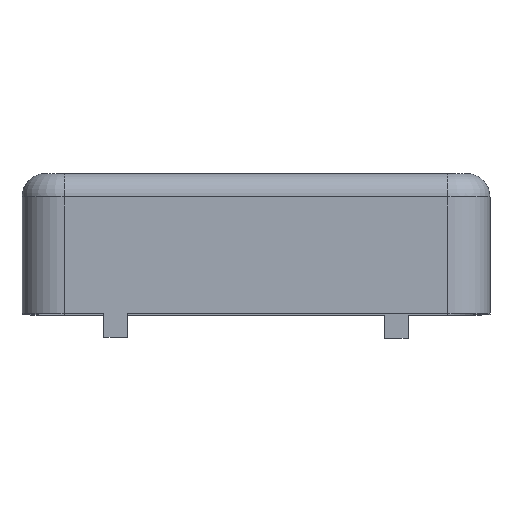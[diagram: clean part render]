
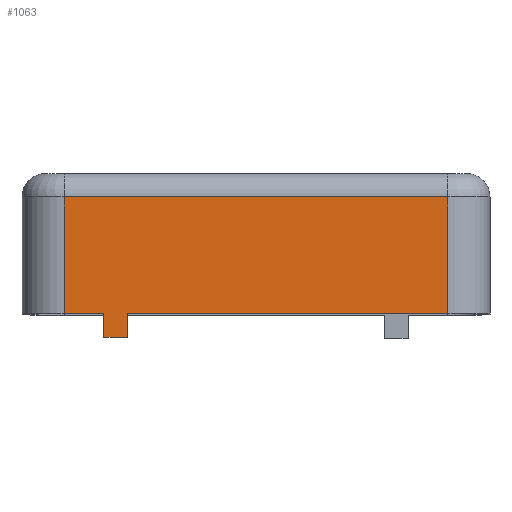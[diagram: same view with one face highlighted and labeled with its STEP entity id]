
A CAD part, top view. The second image highlights one B-rep face of the part: STEP entity #1063.
In plain terms, the highlighted planar face has unit normal (0, 0, 1).
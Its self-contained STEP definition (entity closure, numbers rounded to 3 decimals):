
#3 = CARTESIAN_POINT ( 'NONE',  ( -8.2, 0., 13.5 ) ) ;
#37 = VECTOR ( 'NONE', #1938, 1000. ) ;
#87 = CARTESIAN_POINT ( 'NONE',  ( -6.5, -7., 13.5 ) ) ;
#186 = VERTEX_POINT ( 'NONE', #297 ) ;
#250 = ORIENTED_EDGE ( 'NONE', *, *, #408, .F. ) ;
#295 = VERTEX_POINT ( 'NONE', #87 ) ;
#297 = CARTESIAN_POINT ( 'NONE',  ( -8.2, -1., 13.5 ) ) ;
#346 = EDGE_CURVE ( 'NONE', #1315, #295, #1405, .T. ) ;
#371 = CARTESIAN_POINT ( 'NONE',  ( -8.2, -6., 13.5 ) ) ;
#408 = EDGE_CURVE ( 'NONE', #186, #729, #825, .T. ) ;
#479 = LINE ( 'NONE', #797, #716 ) ;
#523 = CARTESIAN_POINT ( 'NONE',  ( -5.5, -7., 13.5 ) ) ;
#533 = CARTESIAN_POINT ( 'NONE',  ( -6.5, -7., 13.5 ) ) ;
#549 = CARTESIAN_POINT ( 'NONE',  ( 8.2, -6., 13.5 ) ) ;
#556 = CARTESIAN_POINT ( 'NONE',  ( -8.2, -1., 13.5 ) ) ;
#592 = EDGE_CURVE ( 'NONE', #186, #1858, #1528, .T. ) ;
#642 = EDGE_CURVE ( 'NONE', #1315, #771, #479, .T. ) ;
#716 = VECTOR ( 'NONE', #1247, 1000. ) ;
#729 = VERTEX_POINT ( 'NONE', #1473 ) ;
#755 = VECTOR ( 'NONE', #2716, 1000. ) ;
#771 = VERTEX_POINT ( 'NONE', #2313 ) ;
#779 = CARTESIAN_POINT ( 'NONE',  ( -6.5, -7., 13.5 ) ) ;
#797 = CARTESIAN_POINT ( 'NONE',  ( -5.5, -7., 13.5 ) ) ;
#799 = DIRECTION ( 'NONE',  ( 1., 0., 0. ) ) ;
#822 = VECTOR ( 'NONE', #1701, 1000. ) ;
#825 = LINE ( 'NONE', #556, #2386 ) ;
#921 = LINE ( 'NONE', #533, #1231 ) ;
#930 = ORIENTED_EDGE ( 'NONE', *, *, #2468, .T. ) ;
#969 = ORIENTED_EDGE ( 'NONE', *, *, #1717, .F. ) ;
#1063 = ADVANCED_FACE ( 'NONE', ( #2472 ), #1299, .T. ) ;
#1078 = EDGE_CURVE ( 'NONE', #771, #1605, #1732, .T. ) ;
#1083 = AXIS2_PLACEMENT_3D ( 'NONE', #3, #2601, #1516 ) ;
#1097 = DIRECTION ( 'NONE',  ( 1., 0., 0. ) ) ;
#1231 = VECTOR ( 'NONE', #1631, 1000. ) ;
#1247 = DIRECTION ( 'NONE',  ( 0., 1., 0. ) ) ;
#1249 = ORIENTED_EDGE ( 'NONE', *, *, #642, .T. ) ;
#1299 = PLANE ( 'NONE',  #1083 ) ;
#1315 = VERTEX_POINT ( 'NONE', #523 ) ;
#1328 = VECTOR ( 'NONE', #2594, 1000. ) ;
#1405 = LINE ( 'NONE', #779, #755 ) ;
#1415 = ORIENTED_EDGE ( 'NONE', *, *, #346, .F. ) ;
#1473 = CARTESIAN_POINT ( 'NONE',  ( 8.2, -1., 13.5 ) ) ;
#1516 = DIRECTION ( 'NONE',  ( 1., 0., 0. ) ) ;
#1528 = LINE ( 'NONE', #2595, #37 ) ;
#1605 = VERTEX_POINT ( 'NONE', #549 ) ;
#1631 = DIRECTION ( 'NONE',  ( 0., 1., 0. ) ) ;
#1689 = LINE ( 'NONE', #2157, #1328 ) ;
#1701 = DIRECTION ( 'NONE',  ( 1., 0., 0. ) ) ;
#1717 = EDGE_CURVE ( 'NONE', #295, #2558, #921, .T. ) ;
#1732 = LINE ( 'NONE', #2131, #822 ) ;
#1753 = LINE ( 'NONE', #2805, #2233 ) ;
#1858 = VERTEX_POINT ( 'NONE', #371 ) ;
#1938 = DIRECTION ( 'NONE',  ( 0., -1., 0. ) ) ;
#2047 = ORIENTED_EDGE ( 'NONE', *, *, #1078, .T. ) ;
#2090 = ORIENTED_EDGE ( 'NONE', *, *, #592, .T. ) ;
#2131 = CARTESIAN_POINT ( 'NONE',  ( -8.2, -6., 13.5 ) ) ;
#2157 = CARTESIAN_POINT ( 'NONE',  ( 8.2, 0., 13.5 ) ) ;
#2217 = CARTESIAN_POINT ( 'NONE',  ( -6.5, -6., 13.5 ) ) ;
#2233 = VECTOR ( 'NONE', #1097, 1000. ) ;
#2313 = CARTESIAN_POINT ( 'NONE',  ( -5.5, -6., 13.5 ) ) ;
#2337 = EDGE_LOOP ( 'NONE', ( #930, #969, #1415, #1249, #2047, #2702, #250, #2090 ) ) ;
#2386 = VECTOR ( 'NONE', #799, 1000. ) ;
#2468 = EDGE_CURVE ( 'NONE', #1858, #2558, #1753, .T. ) ;
#2472 = FACE_OUTER_BOUND ( 'NONE', #2337, .T. ) ;
#2485 = EDGE_CURVE ( 'NONE', #729, #1605, #1689, .T. ) ;
#2558 = VERTEX_POINT ( 'NONE', #2217 ) ;
#2594 = DIRECTION ( 'NONE',  ( 0., -1., 0. ) ) ;
#2595 = CARTESIAN_POINT ( 'NONE',  ( -8.2, 0., 13.5 ) ) ;
#2601 = DIRECTION ( 'NONE',  ( 0., 0., 1. ) ) ;
#2702 = ORIENTED_EDGE ( 'NONE', *, *, #2485, .F. ) ;
#2716 = DIRECTION ( 'NONE',  ( -1., 0., 0. ) ) ;
#2805 = CARTESIAN_POINT ( 'NONE',  ( -8.2, -6., 13.5 ) ) ;
